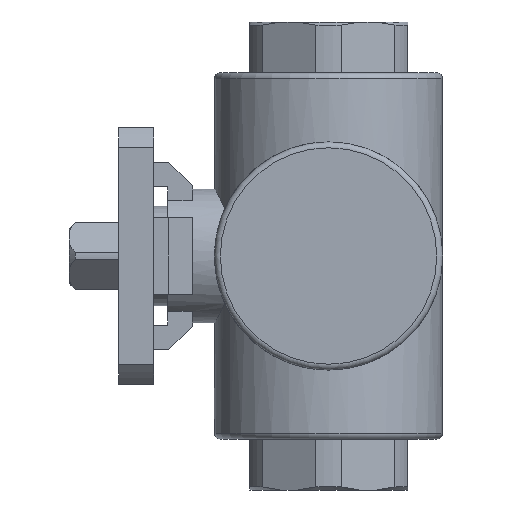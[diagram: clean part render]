
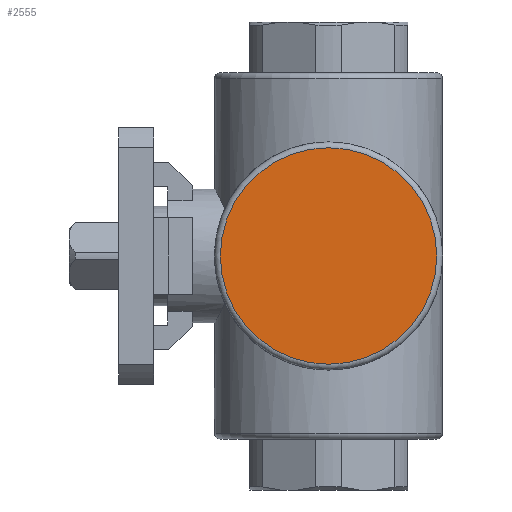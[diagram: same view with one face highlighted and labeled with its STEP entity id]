
A CAD part, left-side view. The second image highlights one B-rep face of the part: STEP entity #2555.
In plain terms, the highlighted planar face has unit normal (-1, 0, 0).
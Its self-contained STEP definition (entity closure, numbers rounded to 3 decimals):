
#236=CIRCLE('',#2797,18.5);
#543=ORIENTED_EDGE('',*,*,#1254,.T.);
#1254=EDGE_CURVE('',#1591,#1591,#236,.T.);
#1591=VERTEX_POINT('',#4261);
#2136=EDGE_LOOP('',(#543));
#2319=FACE_BOUND('',#2136,.T.);
#2444=PLANE('',#2796);
#2555=ADVANCED_FACE('',(#2319),#2444,.F.);
#2796=AXIS2_PLACEMENT_3D('',#4259,#3287,#3288);
#2797=AXIS2_PLACEMENT_3D('',#4260,#3289,#3290);
#3287=DIRECTION('',(1.,0.,0.));
#3288=DIRECTION('',(0.,1.,0.));
#3289=DIRECTION('',(-1.,0.,0.));
#3290=DIRECTION('',(0.,-1.,0.));
#4259=CARTESIAN_POINT('',(-22.,-18.5,0.));
#4260=CARTESIAN_POINT('',(-22.,0.,0.));
#4261=CARTESIAN_POINT('',(-22.,-18.5,0.));
